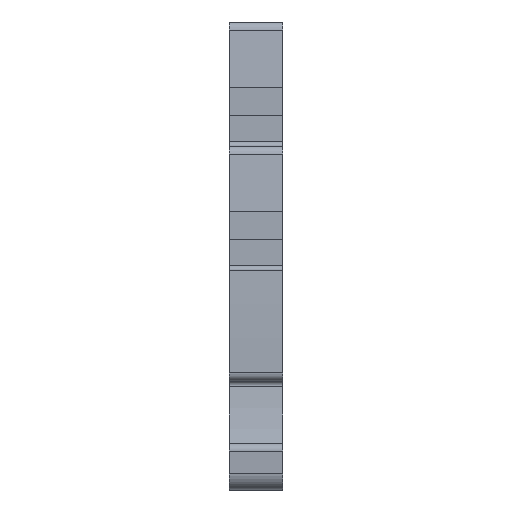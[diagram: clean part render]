
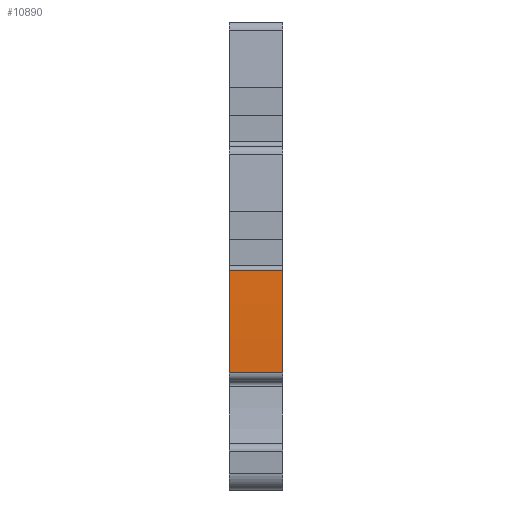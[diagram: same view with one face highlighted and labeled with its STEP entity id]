
A CAD part, front view. The second image highlights one B-rep face of the part: STEP entity #10890.
In plain terms, the highlighted cylindrical face has radius 191.632 mm (diameter 383.264 mm), a partial arc.
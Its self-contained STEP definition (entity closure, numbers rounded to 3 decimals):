
#2558=AXIS2_PLACEMENT_3D('Circle Axis2P3D',#2556,#2557,$) ;
#5061=AXIS2_PLACEMENT_3D('Circle Axis2P3D',#5059,#5060,$) ;
#10877=AXIS2_PLACEMENT_3D('Cylinder Axis2P3D',#10874,#10875,#10876) ;
#2553=CARTESIAN_POINT('Vertex',(6.1,1.669,25.2)) ;
#2556=CARTESIAN_POINT('Axis2P3D Location',(6.1,193.128,17.05)) ;
#2560=CARTESIAN_POINT('Vertex',(6.1,1.53,13.431)) ;
#5056=CARTESIAN_POINT('Vertex',(0.,1.53,13.431)) ;
#5059=CARTESIAN_POINT('Axis2P3D Location',(0.,193.128,17.05)) ;
#5063=CARTESIAN_POINT('Vertex',(0.,1.669,25.2)) ;
#10861=CARTESIAN_POINT('Line Origine',(3.05,1.669,25.2)) ;
#10874=CARTESIAN_POINT('Axis2P3D Location',(3.05,193.128,17.05)) ;
#10879=CARTESIAN_POINT('Line Origine',(3.05,1.53,13.431)) ;
#2557=DIRECTION('Axis2P3D Direction',(1.,0.,0.)) ;
#5060=DIRECTION('Axis2P3D Direction',(1.,0.,0.)) ;
#10862=DIRECTION('Vector Direction',(-1.,0.,0.)) ;
#10875=DIRECTION('Axis2P3D Direction',(1.,0.,0.)) ;
#10876=DIRECTION('Axis2P3D XDirection',(0.,-0.999,0.048)) ;
#10880=DIRECTION('Vector Direction',(1.,0.,0.)) ;
#10863=VECTOR('Line Direction',#10862,1.) ;
#10881=VECTOR('Line Direction',#10880,1.) ;
#10885=ORIENTED_EDGE('',*,*,#5065,.T.) ;
#10886=ORIENTED_EDGE('',*,*,#10883,.T.) ;
#10887=ORIENTED_EDGE('',*,*,#2562,.F.) ;
#10888=ORIENTED_EDGE('',*,*,#10865,.T.) ;
#10890=ADVANCED_FACE('MLD',(#10889),#10878,.T.) ;
#2559=CIRCLE('generated circle',#2558,191.632) ;
#5062=CIRCLE('generated circle',#5061,191.632) ;
#10878=CYLINDRICAL_SURFACE('generated cylinder',#10877,191.632) ;
#2562=EDGE_CURVE('',#2554,#2561,#2559,.T.) ;
#5065=EDGE_CURVE('',#5064,#5057,#5062,.T.) ;
#10865=EDGE_CURVE('',#2554,#5064,#10864,.T.) ;
#10883=EDGE_CURVE('',#5057,#2561,#10882,.T.) ;
#10884=EDGE_LOOP('',(#10885,#10886,#10887,#10888)) ;
#10889=FACE_OUTER_BOUND('',#10884,.T.) ;
#10864=LINE('Line',#10861,#10863) ;
#10882=LINE('Line',#10879,#10881) ;
#2554=VERTEX_POINT('',#2553) ;
#2561=VERTEX_POINT('',#2560) ;
#5057=VERTEX_POINT('',#5056) ;
#5064=VERTEX_POINT('',#5063) ;
